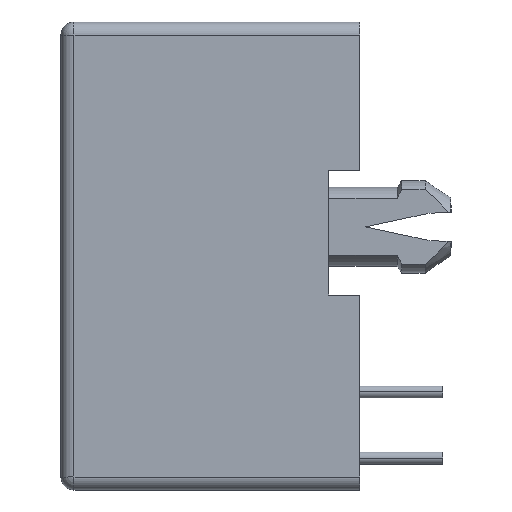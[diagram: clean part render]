
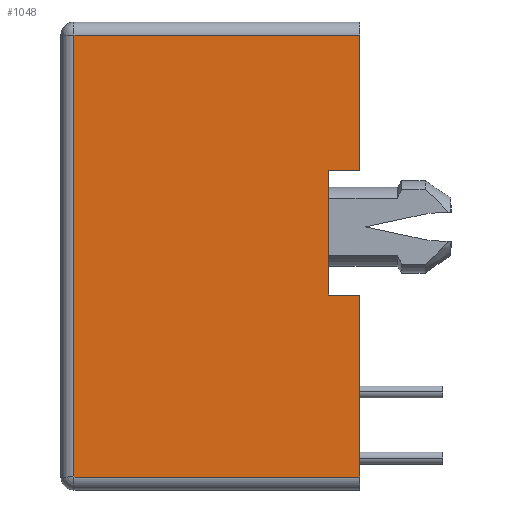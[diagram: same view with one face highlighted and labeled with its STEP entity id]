
A CAD part, left-side view. The second image highlights one B-rep face of the part: STEP entity #1048.
In plain terms, the highlighted planar face has unit normal (-1, 0, 0).
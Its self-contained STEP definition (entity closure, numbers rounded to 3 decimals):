
#538 = VERTEX_POINT('',#539);
#539 = CARTESIAN_POINT('',(-6.6,-10.3,-10.5));
#545 = EDGE_CURVE('',#538,#546,#548,.T.);
#546 = VERTEX_POINT('',#547);
#547 = CARTESIAN_POINT('',(-6.6,-10.3,-5.7));
#548 = LINE('',#549,#550);
#549 = CARTESIAN_POINT('',(-6.6,-10.3,-10.5));
#550 = VECTOR('',#551,1.);
#551 = DIRECTION('',(0.,0.,1.));
#914 = VERTEX_POINT('',#915);
#915 = CARTESIAN_POINT('',(-6.6,-11.5,-0.5));
#949 = VERTEX_POINT('',#950);
#950 = CARTESIAN_POINT('',(-6.6,-11.5,-5.7));
#956 = EDGE_CURVE('',#949,#914,#957,.T.);
#957 = LINE('',#958,#959);
#958 = CARTESIAN_POINT('',(-6.6,-11.5,-5.7));
#959 = VECTOR('',#960,1.);
#960 = DIRECTION('',(0.,0.,1.));
#970 = EDGE_CURVE('',#914,#971,#973,.T.);
#971 = VERTEX_POINT('',#972);
#972 = CARTESIAN_POINT('',(-6.6,-0.5,-0.5));
#973 = LINE('',#974,#975);
#974 = CARTESIAN_POINT('',(-6.6,-11.5,-0.5));
#975 = VECTOR('',#976,1.);
#976 = DIRECTION('',(0.,1.,0.));
#1030 = VERTEX_POINT('',#1031);
#1031 = CARTESIAN_POINT('',(-6.6,-0.5,-17.5));
#1038 = EDGE_CURVE('',#971,#1030,#1039,.T.);
#1039 = LINE('',#1040,#1041);
#1040 = CARTESIAN_POINT('',(-6.6,-0.5,-0.5));
#1041 = VECTOR('',#1042,1.);
#1042 = DIRECTION('',(0.,0.,-1.));
#1048 = ADVANCED_FACE('',(#1049),#1083,.F.);
#1049 = FACE_BOUND('',#1050,.F.);
#1050 = EDGE_LOOP('',(#1051,#1052,#1053,#1054,#1060,#1061,#1069,#1077));
#1051 = ORIENTED_EDGE('',*,*,#1038,.F.);
#1052 = ORIENTED_EDGE('',*,*,#970,.F.);
#1053 = ORIENTED_EDGE('',*,*,#956,.F.);
#1054 = ORIENTED_EDGE('',*,*,#1055,.T.);
#1055 = EDGE_CURVE('',#949,#546,#1056,.T.);
#1056 = LINE('',#1057,#1058);
#1057 = CARTESIAN_POINT('',(-6.6,-11.5,-5.7));
#1058 = VECTOR('',#1059,1.);
#1059 = DIRECTION('',(0.,1.,0.));
#1060 = ORIENTED_EDGE('',*,*,#545,.F.);
#1061 = ORIENTED_EDGE('',*,*,#1062,.T.);
#1062 = EDGE_CURVE('',#538,#1063,#1065,.T.);
#1063 = VERTEX_POINT('',#1064);
#1064 = CARTESIAN_POINT('',(-6.6,-11.5,-10.5));
#1065 = LINE('',#1066,#1067);
#1066 = CARTESIAN_POINT('',(-6.6,-10.3,-10.5));
#1067 = VECTOR('',#1068,1.);
#1068 = DIRECTION('',(0.,-1.,0.));
#1069 = ORIENTED_EDGE('',*,*,#1070,.T.);
#1070 = EDGE_CURVE('',#1063,#1071,#1073,.T.);
#1071 = VERTEX_POINT('',#1072);
#1072 = CARTESIAN_POINT('',(-6.6,-11.5,-17.5));
#1073 = LINE('',#1074,#1075);
#1074 = CARTESIAN_POINT('',(-6.6,-11.5,-10.5));
#1075 = VECTOR('',#1076,1.);
#1076 = DIRECTION('',(0.,0.,-1.));
#1077 = ORIENTED_EDGE('',*,*,#1078,.F.);
#1078 = EDGE_CURVE('',#1030,#1071,#1079,.T.);
#1079 = LINE('',#1080,#1081);
#1080 = CARTESIAN_POINT('',(-6.6,-0.5,-17.5));
#1081 = VECTOR('',#1082,1.);
#1082 = DIRECTION('',(0.,-1.,0.));
#1083 = PLANE('',#1084);
#1084 = AXIS2_PLACEMENT_3D('',#1085,#1086,#1087);
#1085 = CARTESIAN_POINT('',(-6.6,-6.,-9.));
#1086 = DIRECTION('',(1.,0.,0.));
#1087 = DIRECTION('',(0.,-1.,0.));
